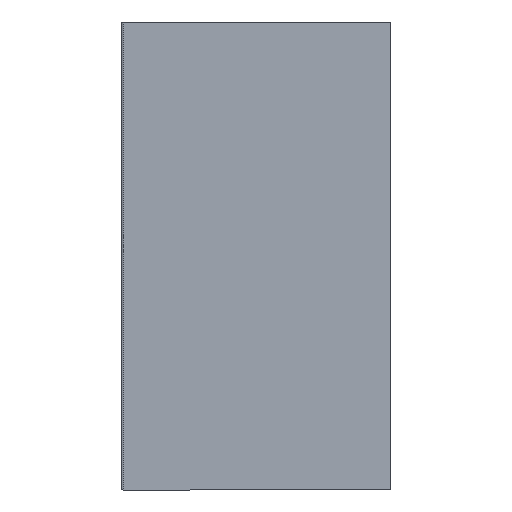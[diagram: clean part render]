
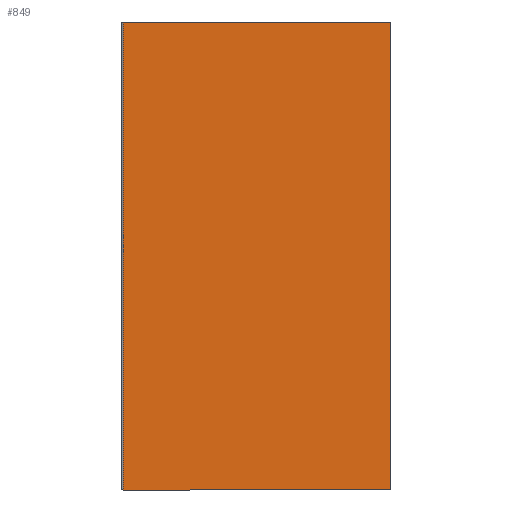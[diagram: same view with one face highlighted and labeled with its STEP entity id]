
A CAD part, left-side view. The second image highlights one B-rep face of the part: STEP entity #849.
In plain terms, the highlighted planar face has unit normal (-1, 0, 0).
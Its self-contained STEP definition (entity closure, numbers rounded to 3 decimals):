
#266 = FACE_OUTER_BOUND ( 'NONE', #4145, .T. ) ;
#311 = ORIENTED_EDGE ( 'NONE', *, *, #1175, .F. ) ;
#337 = LINE ( 'NONE', #3968, #12966 ) ;
#849 = ADVANCED_FACE ( 'NONE', ( #266 ), #7360, .F. ) ;
#1175 = EDGE_CURVE ( 'NONE', #8142, #1842, #4878, .T. ) ;
#1598 = VECTOR ( 'NONE', #12112, 1000. ) ;
#1842 = VERTEX_POINT ( 'NONE', #11695 ) ;
#2505 = CARTESIAN_POINT ( 'NONE',  ( -41., 0., -236.17 ) ) ;
#3816 = VERTEX_POINT ( 'NONE', #9739 ) ;
#3968 = CARTESIAN_POINT ( 'NONE',  ( -41., 135., 0. ) ) ;
#4145 = EDGE_LOOP ( 'NONE', ( #12722, #311, #13735, #8557 ) ) ;
#4878 = LINE ( 'NONE', #7409, #10502 ) ;
#4882 = LINE ( 'NONE', #10795, #13168 ) ;
#5423 = EDGE_CURVE ( 'NONE', #8142, #3816, #337, .T. ) ;
#7360 = PLANE ( 'NONE',  #15225 ) ;
#7409 = CARTESIAN_POINT ( 'NONE',  ( -41., 135., 0. ) ) ;
#7507 = DIRECTION ( 'NONE',  ( 0., 0., -1. ) ) ;
#7725 = CARTESIAN_POINT ( 'NONE',  ( -41., 135., -236.17 ) ) ;
#8142 = VERTEX_POINT ( 'NONE', #14758 ) ;
#8483 = DIRECTION ( 'NONE',  ( 0., 0., -1. ) ) ;
#8557 = ORIENTED_EDGE ( 'NONE', *, *, #13874, .F. ) ;
#9640 = CARTESIAN_POINT ( 'NONE',  ( -41., 135., 0. ) ) ;
#9739 = CARTESIAN_POINT ( 'NONE',  ( -41., 135., -236.17 ) ) ;
#10502 = VECTOR ( 'NONE', #14258, 1000. ) ;
#10736 = DIRECTION ( 'NONE',  ( 1., 0., 0. ) ) ;
#10795 = CARTESIAN_POINT ( 'NONE',  ( -41., 0., 0. ) ) ;
#11695 = CARTESIAN_POINT ( 'NONE',  ( -41., 0., 0. ) ) ;
#12051 = DIRECTION ( 'NONE',  ( 0., 1., 0. ) ) ;
#12112 = DIRECTION ( 'NONE',  ( 0., 1., 0. ) ) ;
#12722 = ORIENTED_EDGE ( 'NONE', *, *, #14418, .F. ) ;
#12966 = VECTOR ( 'NONE', #7507, 1000. ) ;
#13168 = VECTOR ( 'NONE', #8483, 1000. ) ;
#13735 = ORIENTED_EDGE ( 'NONE', *, *, #5423, .T. ) ;
#13745 = VERTEX_POINT ( 'NONE', #2505 ) ;
#13874 = EDGE_CURVE ( 'NONE', #13745, #3816, #14728, .T. ) ;
#14258 = DIRECTION ( 'NONE',  ( 0., -1., 0. ) ) ;
#14418 = EDGE_CURVE ( 'NONE', #1842, #13745, #4882, .T. ) ;
#14728 = LINE ( 'NONE', #7725, #1598 ) ;
#14758 = CARTESIAN_POINT ( 'NONE',  ( -41., 135., 0. ) ) ;
#15225 = AXIS2_PLACEMENT_3D ( 'NONE', #9640, #10736, #12051 ) ;
